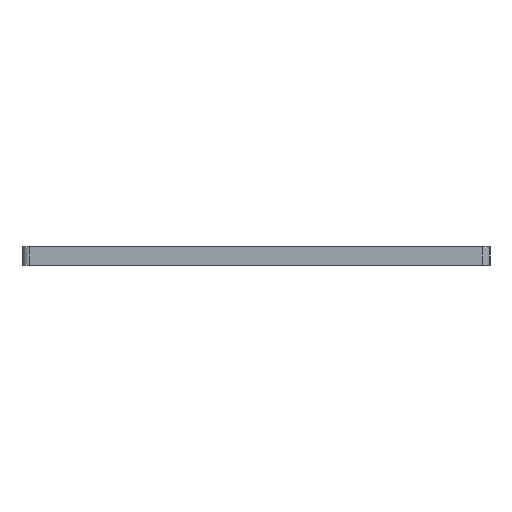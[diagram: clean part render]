
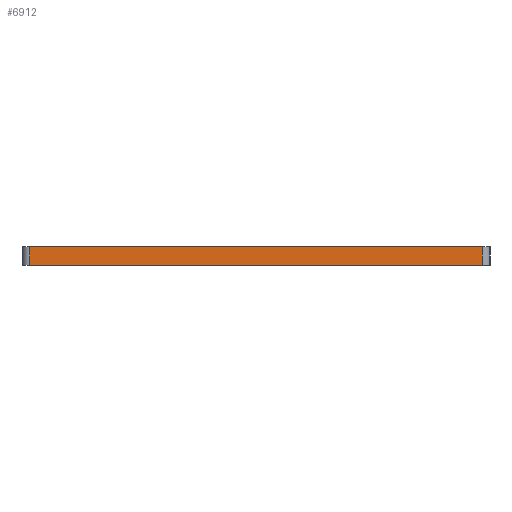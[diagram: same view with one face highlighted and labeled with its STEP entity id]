
A CAD part, left-side view. The second image highlights one B-rep face of the part: STEP entity #6912.
In plain terms, the highlighted planar face has unit normal (-1, 0, 0).
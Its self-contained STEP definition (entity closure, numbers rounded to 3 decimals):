
#904=CARTESIAN_POINT('',(-95.25,-36.85,11.));
#905=VERTEX_POINT('',#904);
#913=CARTESIAN_POINT('',(-95.25,36.85,11.));
#914=VERTEX_POINT('',#913);
#915=CARTESIAN_POINT('',(-95.25,-36.85,11.));
#916=DIRECTION('',(0.,1.,-0.));
#917=VECTOR('',#916,73.7);
#918=LINE('',#915,#917);
#919=EDGE_CURVE('',#905,#914,#918,.T.);
#6882=CARTESIAN_POINT('',(-95.25,0.,14.));
#6883=DIRECTION('',(-1.,0.,0.));
#6884=DIRECTION('',(0.,0.,1.));
#6885=AXIS2_PLACEMENT_3D('',#6882,#6883,#6884);
#6886=PLANE('',#6885);
#6887=CARTESIAN_POINT('',(-95.25,-36.85,14.));
#6888=VERTEX_POINT('',#6887);
#6889=CARTESIAN_POINT('',(-95.25,36.85,14.));
#6890=VERTEX_POINT('',#6889);
#6891=CARTESIAN_POINT('',(-95.25,-36.85,14.));
#6892=DIRECTION('',(0.,1.,-0.));
#6893=VECTOR('',#6892,73.7);
#6894=LINE('',#6891,#6893);
#6895=EDGE_CURVE('',#6888,#6890,#6894,.T.);
#6896=ORIENTED_EDGE('',*,*,#6895,.T.);
#6897=CARTESIAN_POINT('',(-95.25,36.85,14.));
#6898=DIRECTION('',(-0.,-0.,-1.));
#6899=VECTOR('',#6898,3.);
#6900=LINE('',#6897,#6899);
#6901=EDGE_CURVE('',#6890,#914,#6900,.T.);
#6902=ORIENTED_EDGE('',*,*,#6901,.T.);
#6903=ORIENTED_EDGE('',*,*,#919,.F.);
#6904=CARTESIAN_POINT('',(-95.25,-36.85,11.));
#6905=DIRECTION('',(0.,0.,1.));
#6906=VECTOR('',#6905,3.);
#6907=LINE('',#6904,#6906);
#6908=EDGE_CURVE('',#905,#6888,#6907,.T.);
#6909=ORIENTED_EDGE('',*,*,#6908,.T.);
#6910=EDGE_LOOP('',(#6896,#6902,#6903,#6909));
#6911=FACE_BOUND('',#6910,.T.);
#6912=ADVANCED_FACE('',(#6911),#6886,.T.);
